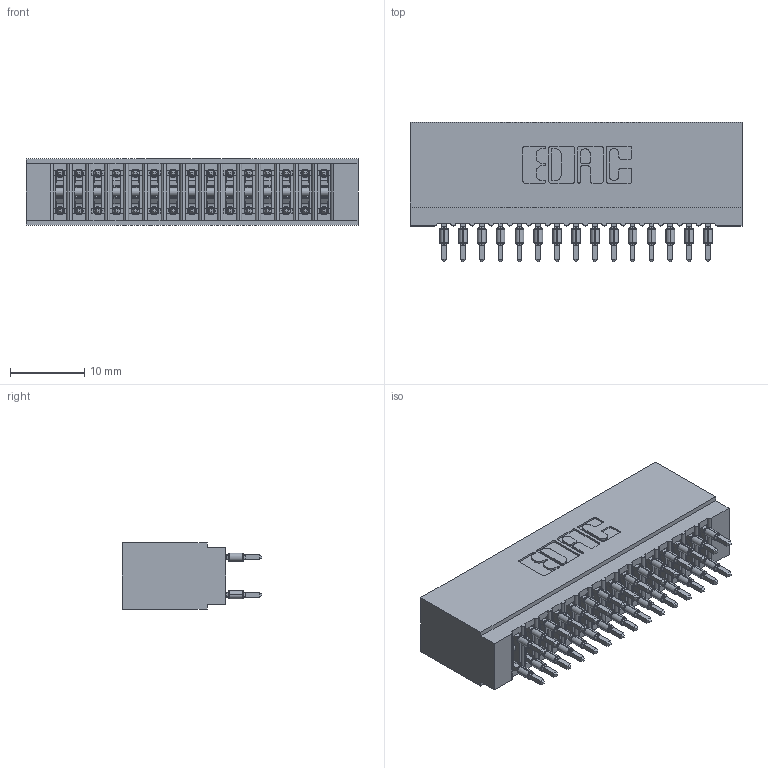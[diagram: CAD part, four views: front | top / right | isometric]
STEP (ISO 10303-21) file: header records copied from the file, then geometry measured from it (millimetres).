
FILE_DESCRIPTION (( 'STEP AP203' ), '1' );
FILE_NAME ('725-030-560-201.STEP', '2026-02-24T17:11:15', ( '' ), ( '' ), 'SwSTEP 2.0', 'SolidWorks 2023', '' );
FILE_SCHEMA (( 'CONFIG_CONTROL_DESIGN' ));
Length unit declared in the file: millimetre
Products named in the file (3): 745-292-001_560; 725 Part_Insulator Option - 01; 725-030-560-201
Assembly tree (31 placements, depth 2):
  725-030-560-201
    725 Part_Insulator Option - 01
    745-292-001_560  x30
Bounding box: 44.7 x 18.8 x 8.89 mm (x, y, z)
Volume: 3791.9 mm3; surface area: 7904.6 mm2
Topology: 31 solids, 31 shells, 3050 faces, 8339 edges, 5298 vertices
Faces by surface type: plane 1585, cylinder 685, bspline 600, torus 180
Entity records: 29226 total; most frequent: CARTESIAN_POINT 5581, ORIENTED_EDGE 4962, DIRECTION 4365, EDGE_CURVE 2481, VECTOR 2201, LINE 2201, VERTEX_POINT 1586, AXIS2_PLACEMENT_3D 1082
